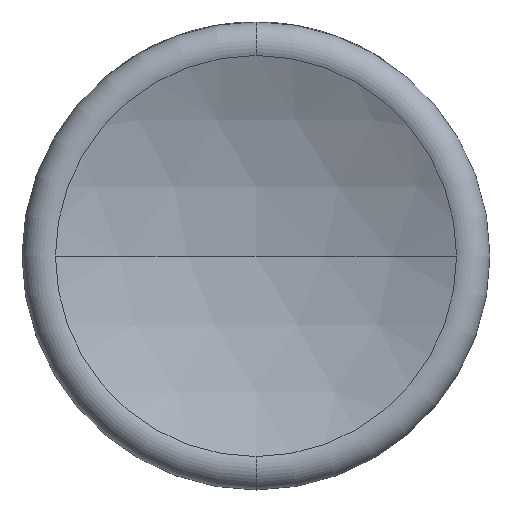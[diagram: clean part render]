
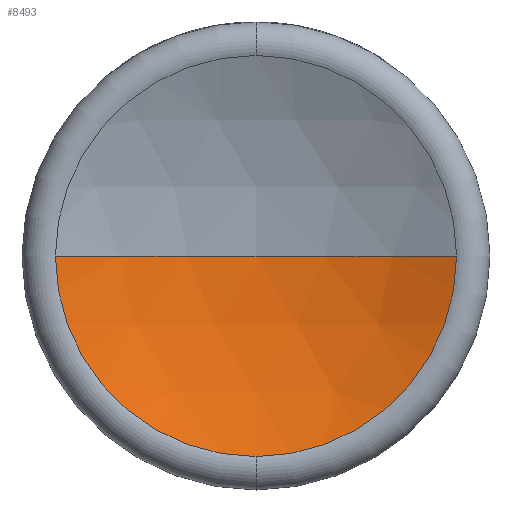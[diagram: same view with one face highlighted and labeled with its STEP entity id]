
A CAD part, front view. The second image highlights one B-rep face of the part: STEP entity #8493.
In plain terms, the highlighted spherical face has radius 40 mm.
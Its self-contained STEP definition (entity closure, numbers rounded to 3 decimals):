
#93 = DIRECTION ( 'NONE',  ( 1., 0., 0. ) ) ;
#95 = CARTESIAN_POINT ( 'NONE',  ( 0., -35.947, 0. ) ) ;
#97 = DIRECTION ( 'NONE',  ( 0., 0., 1. ) ) ;
#404 = VERTEX_POINT ( 'NONE', #7904 ) ;
#412 = VERTEX_POINT ( 'NONE', #7896 ) ;
#413 = VERTEX_POINT ( 'NONE', #7895 ) ;
#422 = VERTEX_POINT ( 'NONE', #7886 ) ;
#471 = ORIENTED_EDGE ( 'NONE', *, *, #5737, .F. ) ;
#472 = ORIENTED_EDGE ( 'NONE', *, *, #7937, .T. ) ;
#473 = ORIENTED_EDGE ( 'NONE', *, *, #5739, .T. ) ;
#474 = ORIENTED_EDGE ( 'NONE', *, *, #7030, .T. ) ;
#2469 = DIRECTION ( 'NONE',  ( 0., 0., -1. ) ) ;
#2470 = DIRECTION ( 'NONE',  ( 0., -1., 0. ) ) ;
#2471 = CARTESIAN_POINT ( 'NONE',  ( 0., 0.193, 0. ) ) ;
#2472 = DIRECTION ( 'NONE',  ( -1., 0., 0. ) ) ;
#2473 = DIRECTION ( 'NONE',  ( 0., 0., -1. ) ) ;
#2475 = CARTESIAN_POINT ( 'NONE',  ( 0., -35.947, 0. ) ) ;
#3904 = AXIS2_PLACEMENT_3D ( 'NONE', #95, #97, #93 ) ;
#4174 = DIRECTION ( 'NONE',  ( 1., 0., 0. ) ) ;
#4175 = DIRECTION ( 'NONE',  ( 0., 0., 1. ) ) ;
#4176 = CARTESIAN_POINT ( 'NONE',  ( 0., -35.947, 0. ) ) ;
#4184 = DIRECTION ( 'NONE',  ( 0., 0., -1. ) ) ;
#4185 = DIRECTION ( 'NONE',  ( 0., -1., 0. ) ) ;
#4190 = CARTESIAN_POINT ( 'NONE',  ( 0., 0.193, 0. ) ) ;
#5121 = EDGE_LOOP ( 'NONE', ( #471, #472, #473, #474 ) ) ;
#5737 = EDGE_CURVE ( 'NONE', #412, #422, #9365, .T. ) ;
#5739 = EDGE_CURVE ( 'NONE', #404, #413, #9363, .T. ) ;
#7030 = EDGE_CURVE ( 'NONE', #413, #422, #9220, .T. ) ;
#7886 = CARTESIAN_POINT ( 'NONE',  ( 17.143, 0.193, 0. ) ) ;
#7895 = CARTESIAN_POINT ( 'NONE',  ( 0., 0.193, -17.143 ) ) ;
#7896 = CARTESIAN_POINT ( 'NONE',  ( 0., 4.053, 0. ) ) ;
#7904 = CARTESIAN_POINT ( 'NONE',  ( -17.143, 0.193, 0. ) ) ;
#7937 = EDGE_CURVE ( 'NONE', #412, #404, #9197, .T. ) ;
#8493 = ADVANCED_FACE ( 'NONE', ( #9575 ), #9450, .F. ) ;
#8598 = AXIS2_PLACEMENT_3D ( 'NONE', #4176, #4175, #4174 ) ;
#8616 = AXIS2_PLACEMENT_3D ( 'NONE', #4190, #4185, #4184 ) ;
#8649 = AXIS2_PLACEMENT_3D ( 'NONE', #2471, #2470, #2469 ) ;
#8652 = AXIS2_PLACEMENT_3D ( 'NONE', #2475, #2473, #2472 ) ;
#9197 = CIRCLE ( 'NONE', #8598, 40. ) ;
#9220 = CIRCLE ( 'NONE', #8616, 17.143 ) ;
#9363 = CIRCLE ( 'NONE', #8649, 17.143 ) ;
#9365 = CIRCLE ( 'NONE', #8652, 40. ) ;
#9450 = SPHERICAL_SURFACE ( 'NONE', #3904, 40. ) ;
#9575 = FACE_OUTER_BOUND ( 'NONE', #5121, .T. ) ;
